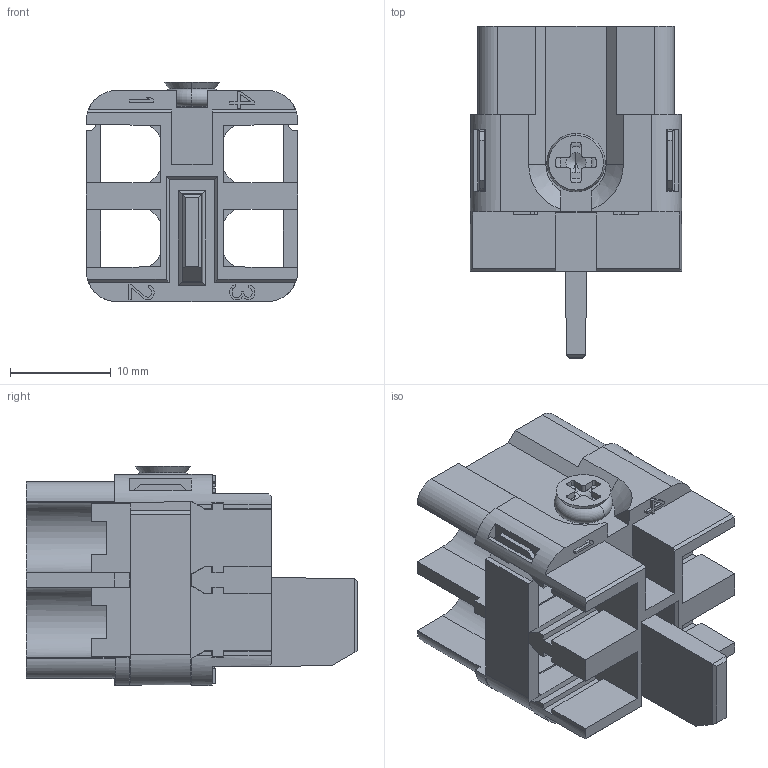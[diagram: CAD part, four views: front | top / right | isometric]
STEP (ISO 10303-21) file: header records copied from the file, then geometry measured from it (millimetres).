
FILE_DESCRIPTION((''),'2;1');
FILE_NAME('HASC-004-MC_94','2017-06-09T',('wl.kang'),(''),'PRO/ENGINEER BY PARAMETRIC TECHNOLOGY CORPORATION, 2012480','PRO/ENGINEER BY PARAMETRIC TECHNOLOGY CORPORATION, 2012480','');
FILE_SCHEMA(('AUTOMOTIVE_DESIGN { 1 0 10303 214 1 1 1 1 }'));
Length unit declared in the file: millimetre
Products named in the file (1): HASC-004-MC_94
Bounding box: 21 x 33 x 21.8 mm (x, y, z)
Volume: 4533.6 mm3; surface area: 5831.1 mm2
Topology: 2 solids, 4 shells, 471 faces, 1354 edges, 896 vertices
Faces by surface type: plane 371, cylinder 67, cone 16, bspline 11, torus 6
Entity records: 22770 total; most frequent: CARTESIAN_POINT 6423, ORIENTED_EDGE 2704, DIRECTION 2255, PRESENTATION_STYLE_ASSIGNMENT 1363, STYLED_ITEM 1362, CURVE_STYLE 1352, EDGE_CURVE 1352, VECTOR 1063
